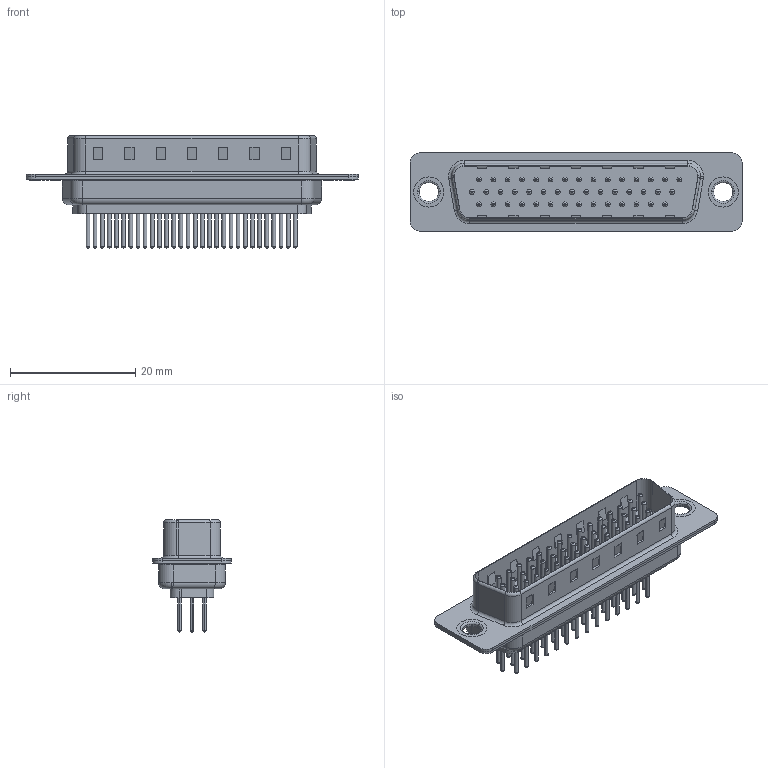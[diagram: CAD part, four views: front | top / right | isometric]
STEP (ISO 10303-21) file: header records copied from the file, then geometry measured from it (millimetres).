
FILE_DESCRIPTION (( 'STEP AP203' ), '1' );
FILE_NAME ('637-M44-630-BN1.STEP', '2018-11-20T01:27:06', ( '' ), ( '' ), 'SwSTEP 2.0', 'SolidWorks 2016', '' );
FILE_SCHEMA (( 'CONFIG_CONTROL_DESIGN' ));
Length unit declared in the file: millimetre
Products named in the file (8): 637M Contact Row 1_30; 637M Contact Row 2_30; 637M Contact Row 3_30; 637M Thru Hole Rivet; 637-M44-630-BN1; 637M Housing_44 Contacts; 637M Shell Front_44 Contacts; 637M Shell Rear_44 Contacts
Assembly tree (49 placements, depth 2):
  637-M44-630-BN1
    637M Housing_44 Contacts
    637M Shell Front_44 Contacts
    637M Shell Rear_44 Contacts
    637M Contact Row 1_30  x15
    637M Contact Row 2_30  x15
    637M Contact Row 3_30  x14
    637M Thru Hole Rivet  x2
Bounding box: 53.05 x 12.5 x 17.9 mm (x, y, z)
Volume: 2750.1 mm3; surface area: 8321.3 mm2
Topology: 49 solids, 49 shells, 1978 faces, 4131 edges, 2482 vertices
Faces by surface type: torus 762, cylinder 737, plane 479
Entity records: 24706 total; most frequent: DIRECTION 4387, CARTESIAN_POINT 3826, ORIENTED_EDGE 3590, EDGE_CURVE 1795, AXIS2_PLACEMENT_3D 1786, VERTEX_POINT 1146, EDGE_LOOP 1005, CIRCLE 965
